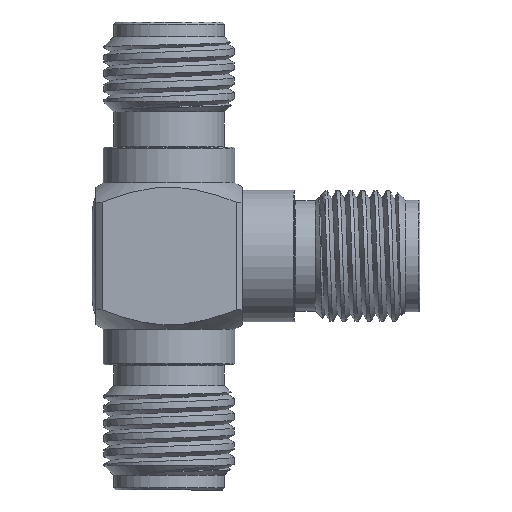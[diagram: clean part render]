
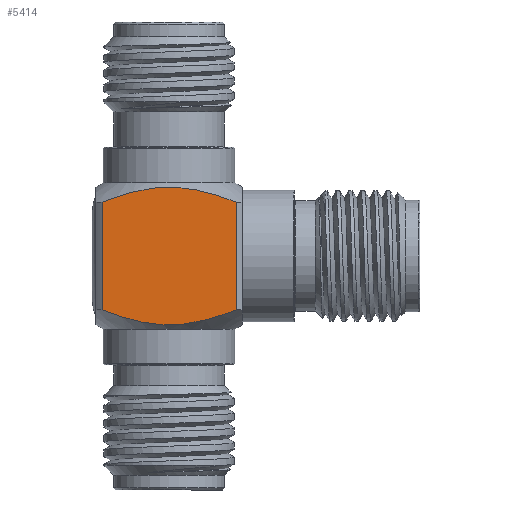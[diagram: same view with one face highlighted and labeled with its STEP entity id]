
A CAD part, left-side view. The second image highlights one B-rep face of the part: STEP entity #5414.
In plain terms, the highlighted planar face has unit normal (-1, 0, 0).
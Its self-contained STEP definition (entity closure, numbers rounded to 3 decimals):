
#24 = CARTESIAN_POINT ( 'NONE',  ( -3.5, -1.093, 14.407 ) ) ;
#82 = CARTESIAN_POINT ( 'NONE',  ( -3.5, -3.5, 22.4 ) ) ;
#84 = B_SPLINE_CURVE_WITH_KNOTS ( 'NONE', 3,
 ( #3194, #5327, #6453, #1666, #24, #4761, #5886, #3797, #2642, #4866, #6627, #2846 ),
 .UNSPECIFIED., .F., .F.,
 ( 4, 2, 2, 2, 2, 4 ),
 ( 0.004, 0.006, 0.006, 0.007, 0.009, 0.011 ),
 .UNSPECIFIED. ) ;
#155 = FACE_OUTER_BOUND ( 'NONE', #5285, .T. ) ;
#179 = CARTESIAN_POINT ( 'NONE',  ( -3.5, -3.211, 13.776 ) ) ;
#316 = EDGE_CURVE ( 'NONE', #3256, #2084, #84, .T. ) ;
#377 = B_SPLINE_CURVE_WITH_KNOTS ( 'NONE', 3,
 ( #1193, #5443, #527, #6912, #6395, #4558, #3905, #4427, #4946, #4455, #1781, #2310 ),
 .UNSPECIFIED., .F., .F.,
 ( 4, 2, 2, 2, 2, 4 ),
 ( 0.009, 0.011, 0.013, 0.014, 0.014, 0.016 ),
 .UNSPECIFIED. ) ;
#527 = CARTESIAN_POINT ( 'NONE',  ( -3.5, 2.172, 8.243 ) ) ;
#884 = CARTESIAN_POINT ( 'NONE',  ( -3.5, -3.211, 0. ) ) ;
#1193 = CARTESIAN_POINT ( 'NONE',  ( -3.5, 3.211, 8.624 ) ) ;
#1484 = VECTOR ( 'NONE', #4361, 1000. ) ;
#1623 = CARTESIAN_POINT ( 'NONE',  ( -3.5, 3.211, 13.776 ) ) ;
#1666 = CARTESIAN_POINT ( 'NONE',  ( -3.5, -1.364, 14.354 ) ) ;
#1781 = CARTESIAN_POINT ( 'NONE',  ( -3.5, -2.695, 8.422 ) ) ;
#1799 = EDGE_CURVE ( 'NONE', #5941, #3344, #377, .T. ) ;
#1836 = AXIS2_PLACEMENT_3D ( 'NONE', #82, #3822, #4885 ) ;
#2084 = VERTEX_POINT ( 'NONE', #1623 ) ;
#2165 = CARTESIAN_POINT ( 'NONE',  ( -3.5, 3.211, 8.624 ) ) ;
#2180 = CARTESIAN_POINT ( 'NONE',  ( -3.5, -3.211, 8.624 ) ) ;
#2222 = ORIENTED_EDGE ( 'NONE', *, *, #3323, .T. ) ;
#2244 = CARTESIAN_POINT ( 'NONE',  ( -3.5, 3.211, 0. ) ) ;
#2310 = CARTESIAN_POINT ( 'NONE',  ( -3.5, -3.211, 8.624 ) ) ;
#2422 = ORIENTED_EDGE ( 'NONE', *, *, #316, .T. ) ;
#2515 = EDGE_CURVE ( 'NONE', #3344, #3256, #6701, .T. ) ;
#2642 = CARTESIAN_POINT ( 'NONE',  ( -3.5, 1.107, 14.418 ) ) ;
#2846 = CARTESIAN_POINT ( 'NONE',  ( -3.5, 3.211, 13.776 ) ) ;
#3194 = CARTESIAN_POINT ( 'NONE',  ( -3.5, -3.211, 13.776 ) ) ;
#3256 = VERTEX_POINT ( 'NONE', #179 ) ;
#3323 = EDGE_CURVE ( 'NONE', #2084, #5941, #3910, .T. ) ;
#3344 = VERTEX_POINT ( 'NONE', #2180 ) ;
#3711 = VECTOR ( 'NONE', #5547, 1000. ) ;
#3797 = CARTESIAN_POINT ( 'NONE',  ( -3.5, 0.566, 14.497 ) ) ;
#3822 = DIRECTION ( 'NONE',  ( 1., 0., 0. ) ) ;
#3905 = CARTESIAN_POINT ( 'NONE',  ( -3.5, -0.545, 7.921 ) ) ;
#3910 = LINE ( 'NONE', #2244, #1484 ) ;
#4361 = DIRECTION ( 'NONE',  ( 0., 0., -1. ) ) ;
#4405 = PLANE ( 'NONE',  #1836 ) ;
#4427 = CARTESIAN_POINT ( 'NONE',  ( -3.5, -1.093, 7.993 ) ) ;
#4455 = CARTESIAN_POINT ( 'NONE',  ( -3.5, -2.168, 8.242 ) ) ;
#4558 = CARTESIAN_POINT ( 'NONE',  ( -3.5, -0.265, 7.902 ) ) ;
#4721 = ORIENTED_EDGE ( 'NONE', *, *, #2515, .T. ) ;
#4761 = CARTESIAN_POINT ( 'NONE',  ( -3.5, -0.545, 14.479 ) ) ;
#4866 = CARTESIAN_POINT ( 'NONE',  ( -3.5, 2.172, 14.157 ) ) ;
#4885 = DIRECTION ( 'NONE',  ( 0., 1., 0. ) ) ;
#4946 = CARTESIAN_POINT ( 'NONE',  ( -3.5, -1.364, 8.046 ) ) ;
#5285 = EDGE_LOOP ( 'NONE', ( #2422, #2222, #5780, #4721 ) ) ;
#5327 = CARTESIAN_POINT ( 'NONE',  ( -3.5, -2.695, 13.978 ) ) ;
#5414 = ADVANCED_FACE ( 'NONE', ( #155 ), #4405, .F. ) ;
#5443 = CARTESIAN_POINT ( 'NONE',  ( -3.5, 2.698, 8.424 ) ) ;
#5547 = DIRECTION ( 'NONE',  ( 0., 0., 1. ) ) ;
#5780 = ORIENTED_EDGE ( 'NONE', *, *, #1799, .T. ) ;
#5886 = CARTESIAN_POINT ( 'NONE',  ( -3.5, -0.265, 14.498 ) ) ;
#5941 = VERTEX_POINT ( 'NONE', #2165 ) ;
#6395 = CARTESIAN_POINT ( 'NONE',  ( -3.5, 0.566, 7.903 ) ) ;
#6453 = CARTESIAN_POINT ( 'NONE',  ( -3.5, -2.168, 14.158 ) ) ;
#6627 = CARTESIAN_POINT ( 'NONE',  ( -3.5, 2.698, 13.976 ) ) ;
#6701 = LINE ( 'NONE', #884, #3711 ) ;
#6912 = CARTESIAN_POINT ( 'NONE',  ( -3.5, 1.107, 7.982 ) ) ;
